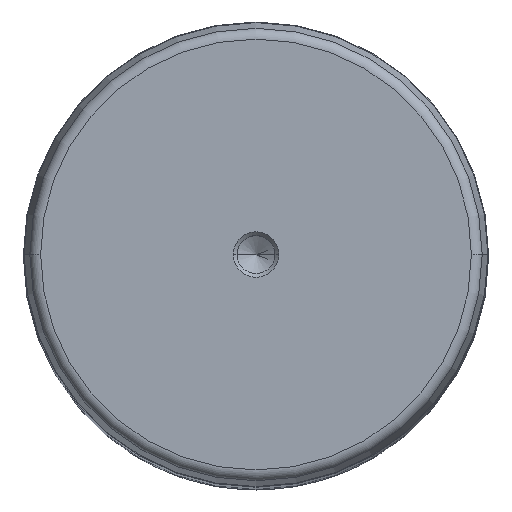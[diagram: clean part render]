
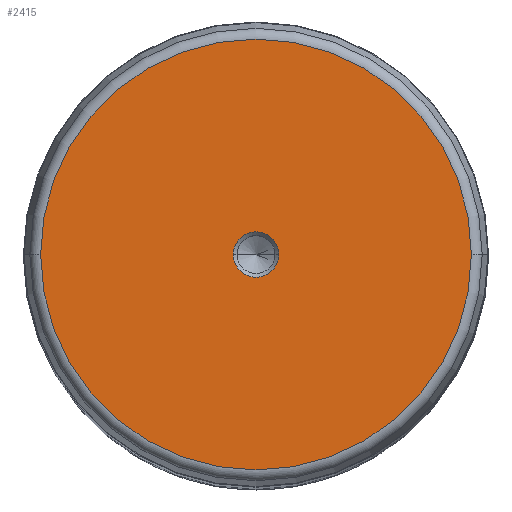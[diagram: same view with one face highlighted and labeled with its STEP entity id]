
A CAD part, top view. The second image highlights one B-rep face of the part: STEP entity #2415.
In plain terms, the highlighted planar face has unit normal (0, 0, 1).
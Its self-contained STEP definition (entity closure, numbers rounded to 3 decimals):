
#164 = CARTESIAN_POINT ( 'NONE',  ( 0., 0., 450. ) ) ;
#243 = CIRCLE ( 'NONE', #3425, 6.1 ) ;
#278 = EDGE_LOOP ( 'NONE', ( #2798, #799 ) ) ;
#348 = DIRECTION ( 'NONE',  ( 0., 0., -1. ) ) ;
#368 = EDGE_CURVE ( 'NONE', #2715, #2414, #243, .T. ) ;
#404 = EDGE_CURVE ( 'NONE', #666, #3208, #2529, .T. ) ;
#441 = ORIENTED_EDGE ( 'NONE', *, *, #368, .T. ) ;
#464 = AXIS2_PLACEMENT_3D ( 'NONE', #164, #2958, #1885 ) ;
#666 = VERTEX_POINT ( 'NONE', #1000 ) ;
#671 = AXIS2_PLACEMENT_3D ( 'NONE', #3534, #1858, #2136 ) ;
#680 = CIRCLE ( 'NONE', #1882, 6.1 ) ;
#726 = FACE_OUTER_BOUND ( 'NONE', #278, .T. ) ;
#799 = ORIENTED_EDGE ( 'NONE', *, *, #404, .F. ) ;
#832 = CARTESIAN_POINT ( 'NONE',  ( -57.879, 0., 450. ) ) ;
#940 = FACE_BOUND ( 'NONE', #1144, .T. ) ;
#1000 = CARTESIAN_POINT ( 'NONE',  ( 57.879, 0., 450. ) ) ;
#1144 = EDGE_LOOP ( 'NONE', ( #441, #3554 ) ) ;
#1204 = DIRECTION ( 'NONE',  ( 0., 0., 1. ) ) ;
#1533 = EDGE_CURVE ( 'NONE', #3208, #666, #3616, .T. ) ;
#1704 = CARTESIAN_POINT ( 'NONE',  ( 6.1, 0., 450. ) ) ;
#1781 = PLANE ( 'NONE',  #2584 ) ;
#1844 = DIRECTION ( 'NONE',  ( 0., 0., -1. ) ) ;
#1858 = DIRECTION ( 'NONE',  ( 0., 0., -1. ) ) ;
#1862 = EDGE_CURVE ( 'NONE', #2414, #2715, #680, .T. ) ;
#1882 = AXIS2_PLACEMENT_3D ( 'NONE', #2014, #348, #2618 ) ;
#1885 = DIRECTION ( 'NONE',  ( -1., 0., 0. ) ) ;
#2014 = CARTESIAN_POINT ( 'NONE',  ( 0., 0., 450. ) ) ;
#2125 = DIRECTION ( 'NONE',  ( 1., 0., 0. ) ) ;
#2136 = DIRECTION ( 'NONE',  ( -1., 0., 0. ) ) ;
#2414 = VERTEX_POINT ( 'NONE', #3193 ) ;
#2415 = ADVANCED_FACE ( 'NONE', ( #940, #726 ), #1781, .T. ) ;
#2529 = CIRCLE ( 'NONE', #671, 57.879 ) ;
#2584 = AXIS2_PLACEMENT_3D ( 'NONE', #2913, #1204, #3156 ) ;
#2618 = DIRECTION ( 'NONE',  ( 1., 0., 0. ) ) ;
#2715 = VERTEX_POINT ( 'NONE', #1704 ) ;
#2798 = ORIENTED_EDGE ( 'NONE', *, *, #1533, .F. ) ;
#2913 = CARTESIAN_POINT ( 'NONE',  ( 0., 0., 450. ) ) ;
#2958 = DIRECTION ( 'NONE',  ( 0., 0., -1. ) ) ;
#3156 = DIRECTION ( 'NONE',  ( 1., 0., 0. ) ) ;
#3193 = CARTESIAN_POINT ( 'NONE',  ( -6.1, 0., 450. ) ) ;
#3208 = VERTEX_POINT ( 'NONE', #832 ) ;
#3425 = AXIS2_PLACEMENT_3D ( 'NONE', #3522, #1844, #2125 ) ;
#3522 = CARTESIAN_POINT ( 'NONE',  ( 0., 0., 450. ) ) ;
#3534 = CARTESIAN_POINT ( 'NONE',  ( 0., 0., 450. ) ) ;
#3554 = ORIENTED_EDGE ( 'NONE', *, *, #1862, .T. ) ;
#3616 = CIRCLE ( 'NONE', #464, 57.879 ) ;
